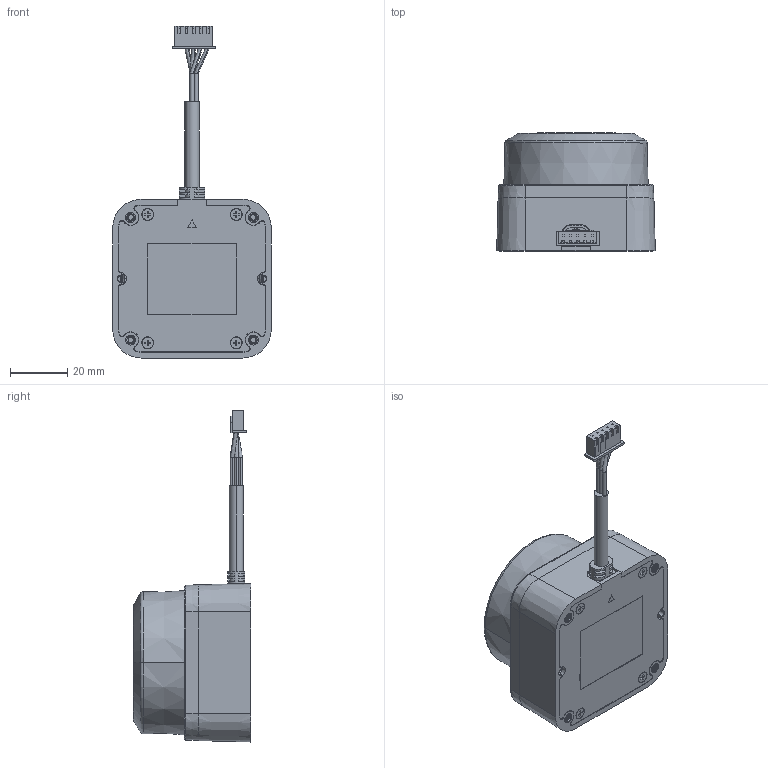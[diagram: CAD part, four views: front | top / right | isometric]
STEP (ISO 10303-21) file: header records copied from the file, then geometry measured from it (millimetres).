
FILE_DESCRIPTION((''),'2;1');
FILE_NAME('S3_CONTINUE_ASM_183_ASM','2023-06-05T15:37:56',('frank.yang'),(''),'CREO PARAMETRIC BY PTC INC, 2020154','CREO PARAMETRIC BY PTC INC, 2020154','');
FILE_SCHEMA(('CONFIG_CONTROL_DESIGN','SHAPE_APPEARANCE_LAYERS_GROUPS'));
Length unit declared in the file: millimetre
Products named in the file (31): 00_374; 0002_231; 00_152; M2_4_116; T1M1-SCREW_24_104; RUBBER_47; M25_6NUT_14; 00_17; S3_FILM_16; 0_MD_ASM_ASM_94_ASM; 00_1-2740_1_1_33; 00_1-9149_3_34; 200_1-9725_1_2_1_33; 300_1_1_2_1_33; 400_1-10240_1_2_1_33; 500_1-10497_1_2_1_33; 600_1_1_2_1_33; 40001_ASM_1_1_ASM_1_ASM_33_ASM; _30001_1_1_2_1_36; _410001_1_1_2_1_33; _420001_1_1_2_1_33; _430001_1_1_2_1_33; _440001_1_1_2_1_33; _450001_1_1_2_1_33; 00_ASM_1-13669_1_ASM_1_ASM_33_ASM; 400_1-15543_1_2_1_33; 200_1-16011_1_2_1_33; 10003_ASM_1_ASM_1_ASM_33_ASM; 00_ASM_1-2752_1_ASM_1_ASM_33_ASM; 0_STACKING_ASM_ASM_98_ASM; S3_CONTINUE_ASM_183_ASM
Assembly tree (39 placements, depth 5):
  S3_CONTINUE_ASM_183_ASM
    0_MD_ASM_ASM_94_ASM
      00_374
      0002_231
      00_152
      M2_4_116  x4
      T1M1-SCREW_24_104  x4
      RUBBER_47
      M25_6NUT_14  x4
      00_17
      S3_FILM_16
    0_STACKING_ASM_ASM_98_ASM
      00_ASM_1-2752_1_ASM_1_ASM_33_ASM
        00_1-2740_1_1_33
        00_1-9149_3_34
        40001_ASM_1_1_ASM_1_ASM_33_ASM
          200_1-9725_1_2_1_33
          300_1_1_2_1_33
          400_1-10240_1_2_1_33
          500_1-10497_1_2_1_33
          600_1_1_2_1_33
        00_ASM_1-13669_1_ASM_1_ASM_33_ASM
          _30001_1_1_2_1_36
          _410001_1_1_2_1_33
          _420001_1_1_2_1_33
          _430001_1_1_2_1_33
          _440001_1_1_2_1_33
          _450001_1_1_2_1_33
        10003_ASM_1_ASM_1_ASM_33_ASM
          400_1-15543_1_2_1_33
          200_1-16011_1_2_1_33
Bounding box: 55.6 x 41.3 x 116.37 mm (x, y, z)
Volume: 26922 mm3; surface area: 40258 mm2
Topology: 33 solids, 33 shells, 1852 faces, 5067 edges, 3349 vertices
Faces by surface type: plane 841, cylinder 598, bspline 190, cone 140, torus 61, sphere 16, extrusion 6
Entity records: 69933 total; most frequent: CARTESIAN_POINT 24073, ORIENTED_EDGE 7884, DIRECTION 7432, EDGE_CURVE 3942, PRESENTATION_STYLE_ASSIGNMENT 2727, STYLED_ITEM 2701, CURVE_STYLE 2692, VERTEX_POINT 2620
